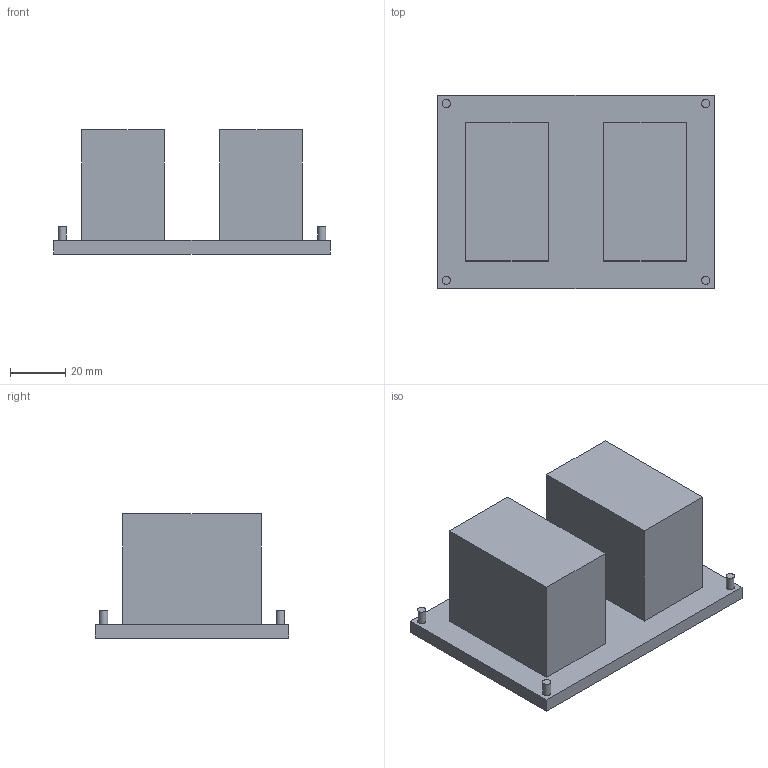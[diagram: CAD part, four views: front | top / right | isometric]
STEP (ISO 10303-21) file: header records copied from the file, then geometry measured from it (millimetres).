
FILE_DESCRIPTION(/* description */ (''),/* implementation_level */ '2;1');
FILE_NAME(/* name */ '5fbbe16a4270a91288fdf3c4',/* time_stamp */ '2020-11-23T16:20:59+00:00',/* author */ (''),/* organization */ (''),/* preprocessor_version */ 'ST-DEVELOPER v16.7',/* originating_system */ $,/* authorisation */ $);
FILE_SCHEMA (('AUTOMOTIVE_DESIGN {1 0 10303 214 3 1 1}'));
Length unit declared in the file: metre
Products named in the file (1): Part 1
Bounding box: 100 x 70 x 45 mm (x, y, z)
Volume: 155141.4 mm3; surface area: 28688.5 mm2
Topology: 1 solids, 1 shells, 24 faces, 48 edges, 32 vertices
Faces by surface type: plane 20, cylinder 4
Full cylindrical faces by diameter (mm): 3 x4
Entity records: 630 total; most frequent: DIRECTION 102, CARTESIAN_POINT 101, ORIENTED_EDGE 88, EDGE_CURVE 44, LINE 36, VECTOR 36, EDGE_LOOP 34, FACE_BOUND 34
